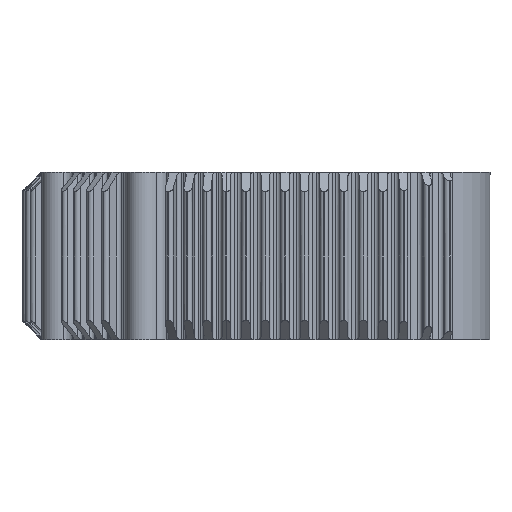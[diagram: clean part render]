
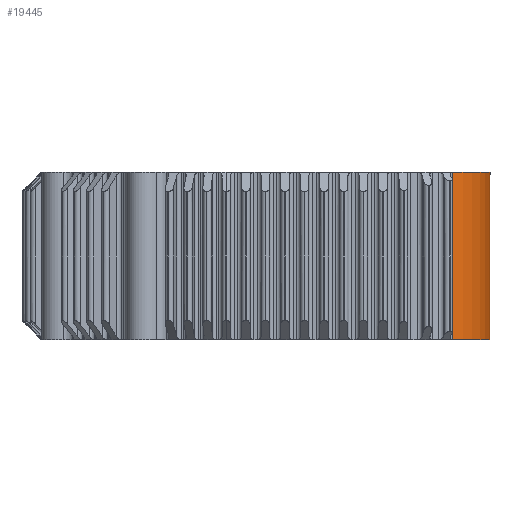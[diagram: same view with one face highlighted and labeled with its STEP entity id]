
A CAD part, front view. The second image highlights one B-rep face of the part: STEP entity #19445.
In plain terms, the highlighted cylindrical face has radius 16.5 mm (diameter 33 mm), a partial arc.
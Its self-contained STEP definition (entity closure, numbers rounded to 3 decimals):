
#441 = VERTEX_POINT ( 'NONE', #1686 ) ;
#1686 = CARTESIAN_POINT ( 'NONE',  ( 40.35, -29.84, 15. ) ) ;
#1877 = VECTOR ( 'NONE', #10602, 1000. ) ;
#3761 = CARTESIAN_POINT ( 'NONE',  ( 30.64, -16.5, 25. ) ) ;
#3852 = ORIENTED_EDGE ( 'NONE', *, *, #17074, .T. ) ;
#4133 = AXIS2_PLACEMENT_3D ( 'NONE', #16732, #17989, #6844 ) ;
#4465 = VERTEX_POINT ( 'NONE', #19481 ) ;
#4843 = DIRECTION ( 'NONE',  ( 0., 0., 1. ) ) ;
#5099 = AXIS2_PLACEMENT_3D ( 'NONE', #17532, #4843, #9296 ) ;
#5533 = DIRECTION ( 'NONE',  ( -1., 0., 0. ) ) ;
#5856 = CARTESIAN_POINT ( 'NONE',  ( 40.35, -29.84, -15. ) ) ;
#6844 = DIRECTION ( 'NONE',  ( 0., -1., 0. ) ) ;
#7027 = EDGE_CURVE ( 'NONE', #441, #7670, #7397, .T. ) ;
#7397 = CIRCLE ( 'NONE', #5099, 16.5 ) ;
#7670 = VERTEX_POINT ( 'NONE', #20002 ) ;
#8532 = FACE_OUTER_BOUND ( 'NONE', #16789, .T. ) ;
#8666 = DIRECTION ( 'NONE',  ( 0., 0., -1. ) ) ;
#9105 = CIRCLE ( 'NONE', #4133, 16.5 ) ;
#9296 = DIRECTION ( 'NONE',  ( 0., -1., 0. ) ) ;
#10404 = DIRECTION ( 'NONE',  ( 0., 0., -1. ) ) ;
#10602 = DIRECTION ( 'NONE',  ( 0., 0., -1. ) ) ;
#11889 = CARTESIAN_POINT ( 'NONE',  ( 47.14, -16.5, 25. ) ) ;
#12161 = LINE ( 'NONE', #18529, #1877 ) ;
#12880 = VECTOR ( 'NONE', #8666, 1000. ) ;
#13330 = CYLINDRICAL_SURFACE ( 'NONE', #13869, 16.5 ) ;
#13869 = AXIS2_PLACEMENT_3D ( 'NONE', #3761, #10404, #5533 ) ;
#16732 = CARTESIAN_POINT ( 'NONE',  ( 30.64, -16.5, -15. ) ) ;
#16789 = EDGE_LOOP ( 'NONE', ( #3852, #18043, #17545, #20168 ) ) ;
#17074 = EDGE_CURVE ( 'NONE', #441, #20421, #12161, .T. ) ;
#17532 = CARTESIAN_POINT ( 'NONE',  ( 30.64, -16.5, 15. ) ) ;
#17545 = ORIENTED_EDGE ( 'NONE', *, *, #19163, .F. ) ;
#17989 = DIRECTION ( 'NONE',  ( 0., 0., 1. ) ) ;
#18043 = ORIENTED_EDGE ( 'NONE', *, *, #18855, .T. ) ;
#18529 = CARTESIAN_POINT ( 'NONE',  ( 40.35, -29.84, 25. ) ) ;
#18855 = EDGE_CURVE ( 'NONE', #20421, #4465, #9105, .T. ) ;
#19163 = EDGE_CURVE ( 'NONE', #7670, #4465, #19722, .T. ) ;
#19445 = ADVANCED_FACE ( 'NONE', ( #8532 ), #13330, .T. ) ;
#19481 = CARTESIAN_POINT ( 'NONE',  ( 47.14, -16.5, -15. ) ) ;
#19722 = LINE ( 'NONE', #11889, #12880 ) ;
#20002 = CARTESIAN_POINT ( 'NONE',  ( 47.14, -16.5, 15. ) ) ;
#20168 = ORIENTED_EDGE ( 'NONE', *, *, #7027, .F. ) ;
#20421 = VERTEX_POINT ( 'NONE', #5856 ) ;
